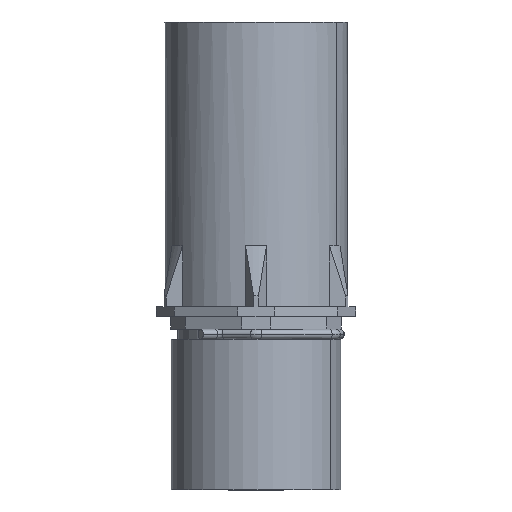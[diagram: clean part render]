
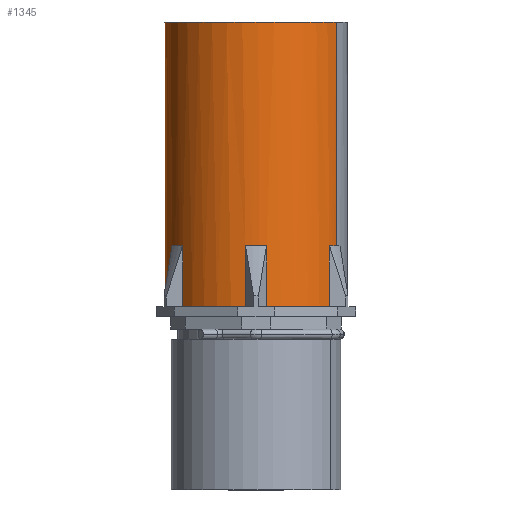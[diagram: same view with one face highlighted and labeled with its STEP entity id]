
A CAD part, front view. The second image highlights one B-rep face of the part: STEP entity #1345.
In plain terms, the highlighted cylindrical face has radius 18.75 mm (diameter 37.5 mm), a partial arc.
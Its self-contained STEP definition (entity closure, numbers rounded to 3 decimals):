
#1018=AXIS2_PLACEMENT_3D('Circle Axis2P3D',#1016,#1017,$) ;
#1236=AXIS2_PLACEMENT_3D('Cylinder Axis2P3D',#1233,#1234,#1235) ;
#1240=AXIS2_PLACEMENT_3D('Circle Axis2P3D',#1238,#1239,$) ;
#1254=AXIS2_PLACEMENT_3D('Circle Axis2P3D',#1252,#1253,$) ;
#1268=AXIS2_PLACEMENT_3D('Circle Axis2P3D',#1266,#1267,$) ;
#1282=AXIS2_PLACEMENT_3D('Circle Axis2P3D',#1280,#1281,$) ;
#1296=AXIS2_PLACEMENT_3D('Circle Axis2P3D',#1294,#1295,$) ;
#1310=AXIS2_PLACEMENT_3D('Circle Axis2P3D',#1308,#1309,$) ;
#1324=AXIS2_PLACEMENT_3D('Circle Axis2P3D',#1322,#1323,$) ;
#985=CARTESIAN_POINT('Vertex',(3.29,28.942,37.6)) ;
#1013=CARTESIAN_POINT('Vertex',(3.29,14.058,37.6)) ;
#1016=CARTESIAN_POINT('Axis2P3D Location',(20.5,21.5,37.6)) ;
#1042=CARTESIAN_POINT('Line Origine',(3.29,28.942,43.85)) ;
#1046=CARTESIAN_POINT('Vertex',(3.29,28.942,50.1)) ;
#1211=CARTESIAN_POINT('Line Origine',(3.29,14.058,43.85)) ;
#1215=CARTESIAN_POINT('Vertex',(3.29,14.058,50.1)) ;
#1233=CARTESIAN_POINT('Axis2P3D Location',(20.5,21.5,48.)) ;
#1238=CARTESIAN_POINT('Axis2P3D Location',(20.5,21.5,50.1)) ;
#1242=CARTESIAN_POINT('Vertex',(5.45,10.317,50.1)) ;
#1245=CARTESIAN_POINT('Line Origine',(5.45,10.317,48.)) ;
#1249=CARTESIAN_POINT('Vertex',(5.45,10.317,37.6)) ;
#1252=CARTESIAN_POINT('Axis2P3D Location',(20.5,21.5,37.6)) ;
#1256=CARTESIAN_POINT('Vertex',(18.34,2.875,37.6)) ;
#1259=CARTESIAN_POINT('Line Origine',(18.34,2.875,48.)) ;
#1263=CARTESIAN_POINT('Vertex',(18.34,2.875,50.1)) ;
#1266=CARTESIAN_POINT('Axis2P3D Location',(20.5,21.5,50.1)) ;
#1270=CARTESIAN_POINT('Vertex',(22.66,2.875,50.1)) ;
#1273=CARTESIAN_POINT('Line Origine',(22.66,2.875,48.)) ;
#1277=CARTESIAN_POINT('Vertex',(22.66,2.875,37.6)) ;
#1280=CARTESIAN_POINT('Axis2P3D Location',(20.5,21.5,37.6)) ;
#1284=CARTESIAN_POINT('Vertex',(35.55,10.317,37.6)) ;
#1287=CARTESIAN_POINT('Line Origine',(35.55,10.317,48.)) ;
#1291=CARTESIAN_POINT('Vertex',(35.55,10.317,50.1)) ;
#1294=CARTESIAN_POINT('Axis2P3D Location',(20.5,21.5,50.1)) ;
#1298=CARTESIAN_POINT('Vertex',(36.955,12.511,50.1)) ;
#1301=CARTESIAN_POINT('Line Origine',(36.955,12.511,48.)) ;
#1305=CARTESIAN_POINT('Vertex',(36.955,12.511,96.)) ;
#1308=CARTESIAN_POINT('Axis2P3D Location',(20.5,21.5,96.)) ;
#1312=CARTESIAN_POINT('Vertex',(4.045,30.489,96.)) ;
#1315=CARTESIAN_POINT('Line Origine',(4.045,30.489,48.)) ;
#1319=CARTESIAN_POINT('Vertex',(4.045,30.489,50.1)) ;
#1322=CARTESIAN_POINT('Axis2P3D Location',(20.5,21.5,50.1)) ;
#1017=DIRECTION('Axis2P3D Direction',(0.,0.,-1.)) ;
#1043=DIRECTION('Vector Direction',(0.,0.,1.)) ;
#1212=DIRECTION('Vector Direction',(0.,0.,1.)) ;
#1234=DIRECTION('Axis2P3D Direction',(0.,0.,-1.)) ;
#1235=DIRECTION('Axis2P3D XDirection',(0.878,-0.479,0.)) ;
#1239=DIRECTION('Axis2P3D Direction',(0.,0.,-1.)) ;
#1246=DIRECTION('Vector Direction',(0.,0.,-1.)) ;
#1253=DIRECTION('Axis2P3D Direction',(0.,0.,-1.)) ;
#1260=DIRECTION('Vector Direction',(0.,0.,-1.)) ;
#1267=DIRECTION('Axis2P3D Direction',(0.,0.,-1.)) ;
#1274=DIRECTION('Vector Direction',(0.,0.,-1.)) ;
#1281=DIRECTION('Axis2P3D Direction',(0.,0.,-1.)) ;
#1288=DIRECTION('Vector Direction',(0.,0.,-1.)) ;
#1295=DIRECTION('Axis2P3D Direction',(0.,0.,-1.)) ;
#1302=DIRECTION('Vector Direction',(0.,0.,-1.)) ;
#1309=DIRECTION('Axis2P3D Direction',(0.,0.,-1.)) ;
#1316=DIRECTION('Vector Direction',(0.,0.,-1.)) ;
#1323=DIRECTION('Axis2P3D Direction',(0.,0.,-1.)) ;
#1044=VECTOR('Line Direction',#1043,1.) ;
#1213=VECTOR('Line Direction',#1212,1.) ;
#1247=VECTOR('Line Direction',#1246,1.) ;
#1261=VECTOR('Line Direction',#1260,1.) ;
#1275=VECTOR('Line Direction',#1274,1.) ;
#1289=VECTOR('Line Direction',#1288,1.) ;
#1303=VECTOR('Line Direction',#1302,1.) ;
#1317=VECTOR('Line Direction',#1316,1.) ;
#1328=ORIENTED_EDGE('',*,*,#1244,.T.) ;
#1329=ORIENTED_EDGE('',*,*,#1251,.F.) ;
#1330=ORIENTED_EDGE('',*,*,#1258,.F.) ;
#1331=ORIENTED_EDGE('',*,*,#1265,.T.) ;
#1332=ORIENTED_EDGE('',*,*,#1272,.T.) ;
#1333=ORIENTED_EDGE('',*,*,#1279,.F.) ;
#1334=ORIENTED_EDGE('',*,*,#1286,.F.) ;
#1335=ORIENTED_EDGE('',*,*,#1293,.T.) ;
#1336=ORIENTED_EDGE('',*,*,#1300,.T.) ;
#1337=ORIENTED_EDGE('',*,*,#1307,.T.) ;
#1338=ORIENTED_EDGE('',*,*,#1314,.T.) ;
#1339=ORIENTED_EDGE('',*,*,#1321,.F.) ;
#1340=ORIENTED_EDGE('',*,*,#1326,.T.) ;
#1341=ORIENTED_EDGE('',*,*,#1048,.F.) ;
#1342=ORIENTED_EDGE('',*,*,#1020,.F.) ;
#1343=ORIENTED_EDGE('',*,*,#1217,.T.) ;
#1345=ADVANCED_FACE('Hauptk\X2\00F6\X0\rper.2',(#1344),#1237,.T.) ;
#1019=CIRCLE('generated circle',#1018,18.75) ;
#1241=CIRCLE('generated circle',#1240,18.75) ;
#1255=CIRCLE('generated circle',#1254,18.75) ;
#1269=CIRCLE('generated circle',#1268,18.75) ;
#1283=CIRCLE('generated circle',#1282,18.75) ;
#1297=CIRCLE('generated circle',#1296,18.75) ;
#1311=CIRCLE('generated circle',#1310,18.75) ;
#1325=CIRCLE('generated circle',#1324,18.75) ;
#1237=CYLINDRICAL_SURFACE('generated cylinder',#1236,18.75) ;
#1020=EDGE_CURVE('',#1014,#986,#1019,.T.) ;
#1048=EDGE_CURVE('',#986,#1047,#1045,.T.) ;
#1217=EDGE_CURVE('',#1014,#1216,#1214,.T.) ;
#1244=EDGE_CURVE('',#1216,#1243,#1241,.F.) ;
#1251=EDGE_CURVE('',#1250,#1243,#1248,.F.) ;
#1258=EDGE_CURVE('',#1257,#1250,#1255,.T.) ;
#1265=EDGE_CURVE('',#1257,#1264,#1262,.F.) ;
#1272=EDGE_CURVE('',#1264,#1271,#1269,.F.) ;
#1279=EDGE_CURVE('',#1278,#1271,#1276,.F.) ;
#1286=EDGE_CURVE('',#1285,#1278,#1283,.T.) ;
#1293=EDGE_CURVE('',#1285,#1292,#1290,.F.) ;
#1300=EDGE_CURVE('',#1292,#1299,#1297,.F.) ;
#1307=EDGE_CURVE('',#1299,#1306,#1304,.F.) ;
#1314=EDGE_CURVE('',#1306,#1313,#1311,.T.) ;
#1321=EDGE_CURVE('',#1320,#1313,#1318,.F.) ;
#1326=EDGE_CURVE('',#1320,#1047,#1325,.F.) ;
#1327=EDGE_LOOP('',(#1328,#1329,#1330,#1331,#1332,#1333,#1334,#1335,#1336,#1337,#1338,#1339,#1340,#1341,#1342,#1343)) ;
#1344=FACE_OUTER_BOUND('',#1327,.T.) ;
#1045=LINE('Line',#1042,#1044) ;
#1214=LINE('Line',#1211,#1213) ;
#1248=LINE('Line',#1245,#1247) ;
#1262=LINE('Line',#1259,#1261) ;
#1276=LINE('Line',#1273,#1275) ;
#1290=LINE('Line',#1287,#1289) ;
#1304=LINE('Line',#1301,#1303) ;
#1318=LINE('Line',#1315,#1317) ;
#986=VERTEX_POINT('',#985) ;
#1014=VERTEX_POINT('',#1013) ;
#1047=VERTEX_POINT('',#1046) ;
#1216=VERTEX_POINT('',#1215) ;
#1243=VERTEX_POINT('',#1242) ;
#1250=VERTEX_POINT('',#1249) ;
#1257=VERTEX_POINT('',#1256) ;
#1264=VERTEX_POINT('',#1263) ;
#1271=VERTEX_POINT('',#1270) ;
#1278=VERTEX_POINT('',#1277) ;
#1285=VERTEX_POINT('',#1284) ;
#1292=VERTEX_POINT('',#1291) ;
#1299=VERTEX_POINT('',#1298) ;
#1306=VERTEX_POINT('',#1305) ;
#1313=VERTEX_POINT('',#1312) ;
#1320=VERTEX_POINT('',#1319) ;
